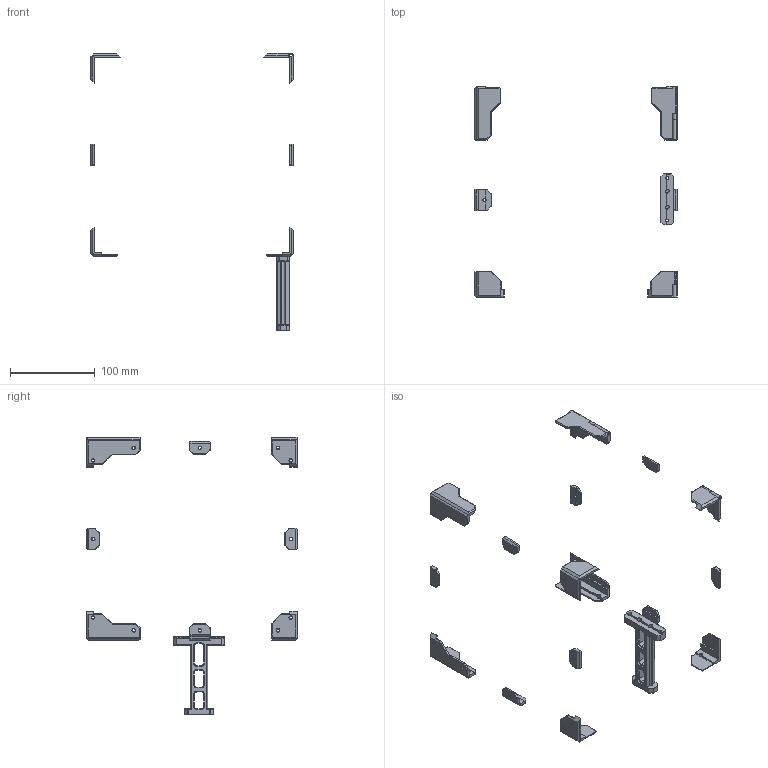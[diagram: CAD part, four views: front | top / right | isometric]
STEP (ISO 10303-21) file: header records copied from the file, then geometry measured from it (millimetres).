
FILE_DESCRIPTION(/* description */ (''),/* implementation_level */ '2;1');
FILE_NAME(/* name */ 'V0.2_2mm_Panel_Mounting.step',/* time_stamp */ '2023-06-03T21:18:12-04:00',/* author */ (''),/* organization */ (''),/* preprocessor_version */ 'ST-DEVELOPER v19.2',/* originating_system */ 'Autodesk Translation Framework v12.4.0.73',/* authorisation */ '');
FILE_SCHEMA (('AUTOMOTIVE_DESIGN { 1 0 10303 214 3 1 1 }'));
Length unit declared in the file: millimetre
Products named in the file (35): Panels & Clips; Side Panels; Printed Parts (21); Left Panel Clips; Left Bottom Panel Clip; Left Top Clip; Right Panel Clips; Upper Hinge Clip; Lower Hinge Clip; Right Top Panel Clip; Right Bottom Side Panel Clip; Side Panel; Opaque Panels; Mid Panel; Deck Panel; Rear Panels; Upper Rear Panel; Lower Rear Panel; Printed Parts (24); Rear Panel Clips; Rear Left Bottom Clip; Rear Right Bottom Clip (1); Middle Panel Clip; Rear Left Top Clip; Rear Right Top Clip(Mirror); 1515 Spool Holder; Printed Parts (22); Spool Holder; Door Assembly; Printed Parts (4); Door Clips; Front Bottom Right Hinge; Front Top Right Hinge; Front Bottom Left Clip; Front Top Left Clip
Assembly tree (45 placements, depth 6):
  Panels & Clips
    Side Panels
      Side Panel  x2
      Printed Parts (21)
        Left Panel Clips
          Right Top Panel Clip
          Left Bottom Panel Clip
          Left Top Clip
          Middle Panel Clip  x4
          Right Bottom Side Panel Clip
        Right Panel Clips
          Upper Hinge Clip
          Lower Hinge Clip
          Right Top Panel Clip
          Middle Panel Clip  x4
          Right Bottom Side Panel Clip
    Opaque Panels
      Mid Panel
      Deck Panel
      Rear Panels
        Upper Rear Panel
        Lower Rear Panel
        Printed Parts (24)
          Rear Panel Clips
            Rear Left Bottom Clip
            Rear Right Bottom Clip (1)
            Middle Panel Clip
            Rear Left Top Clip
            Rear Right Top Clip(Mirror)
    1515 Spool Holder
      Printed Parts (22)
        Spool Holder
    Door Assembly
      Printed Parts (4)
        Door Clips
          Front Bottom Right Hinge
          Front Top Right Hinge
          Front Bottom Left Clip
          Front Top Left Clip
Bounding box: 238.8 x 248.35 x 327 mm (x, y, z)
Volume: 87385.5 mm3; surface area: 64295.4 mm2
Topology: 26 solids, 26 shells, 1152 faces, 2961 edges, 1829 vertices
Faces by surface type: plane 864, cone 156, cylinder 132
Full cylindrical faces by diameter (mm): 3 x2, 3.3 x2, 3.4 x33, 4.2 x2, 6.6 x1, 6.66 x1
Entity records: 23936 total; most frequent: CARTESIAN_POINT 4037, DIRECTION 3991, ORIENTED_EDGE 3944, EDGE_CURVE 1972, LINE 1655, VECTOR 1655, VERTEX_POINT 1214, AXIS2_PLACEMENT_3D 1168
